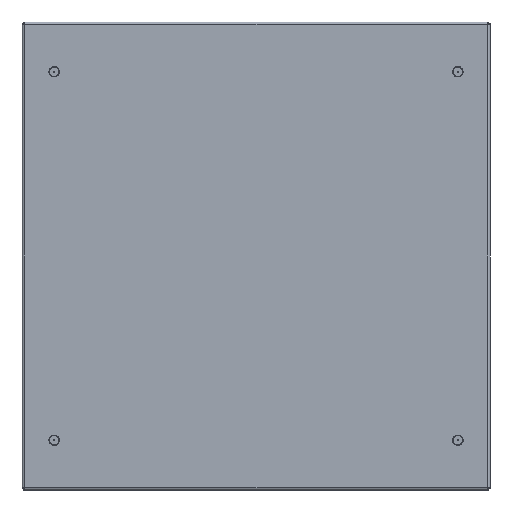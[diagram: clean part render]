
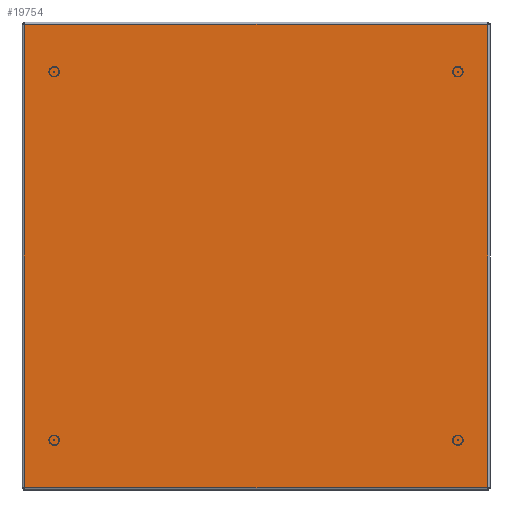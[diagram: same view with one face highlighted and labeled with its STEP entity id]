
A CAD part, front view. The second image highlights one B-rep face of the part: STEP entity #19754.
In plain terms, the highlighted planar face has unit normal (0, -1, 0).
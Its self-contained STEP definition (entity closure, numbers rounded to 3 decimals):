
#1439=LINE('',#33229,#2711);
#1450=LINE('',#33317,#2722);
#1461=LINE('',#33405,#2733);
#1472=LINE('',#33493,#2744);
#1474=LINE('',#33518,#2746);
#1477=LINE('',#33524,#2749);
#1478=LINE('',#33525,#2750);
#1479=LINE('',#33527,#2751);
#1480=LINE('',#33528,#2752);
#1481=LINE('',#33530,#2753);
#1482=LINE('',#33531,#2754);
#1483=LINE('',#33532,#2755);
#2711=VECTOR('',#25441,395.631);
#2722=VECTOR('',#25478,395.631);
#2733=VECTOR('',#25515,395.631);
#2744=VECTOR('',#25552,395.631);
#2746=VECTOR('',#25558,0.184);
#2749=VECTOR('',#25563,0.184);
#2750=VECTOR('',#25564,0.184);
#2751=VECTOR('',#25565,0.184);
#2752=VECTOR('',#25566,0.184);
#2753=VECTOR('',#25567,0.184);
#2754=VECTOR('',#25568,0.184);
#2755=VECTOR('',#25569,0.184);
#4835=FACE_OUTER_BOUND('',#6308,.T.);
#6308=EDGE_LOOP('',(#15285,#15286,#15287,#15288,#15289,#15290,#15291,#15292,
#15293,#15294,#15295,#15296));
#8679=VERTEX_POINT('',#33179);
#8684=VERTEX_POINT('',#33205);
#8691=VERTEX_POINT('',#33267);
#8696=VERTEX_POINT('',#33293);
#8703=VERTEX_POINT('',#33355);
#8708=VERTEX_POINT('',#33381);
#8715=VERTEX_POINT('',#33443);
#8720=VERTEX_POINT('',#33469);
#8721=VERTEX_POINT('',#33517);
#8723=VERTEX_POINT('',#33523);
#8724=VERTEX_POINT('',#33526);
#8725=VERTEX_POINT('',#33529);
#10941=EDGE_CURVE('',#8679,#8684,#1439,.T.);
#10962=EDGE_CURVE('',#8691,#8696,#1450,.T.);
#10983=EDGE_CURVE('',#8703,#8708,#1461,.T.);
#11004=EDGE_CURVE('',#8715,#8720,#1472,.T.);
#11007=EDGE_CURVE('',#8721,#8679,#1474,.T.);
#11010=EDGE_CURVE('',#8684,#8723,#1477,.T.);
#11011=EDGE_CURVE('',#8723,#8691,#1478,.T.);
#11012=EDGE_CURVE('',#8696,#8724,#1479,.T.);
#11013=EDGE_CURVE('',#8724,#8715,#1480,.T.);
#11014=EDGE_CURVE('',#8720,#8725,#1481,.T.);
#11015=EDGE_CURVE('',#8725,#8703,#1482,.T.);
#11016=EDGE_CURVE('',#8708,#8721,#1483,.T.);
#15285=ORIENTED_EDGE('',*,*,#10941,.T.);
#15286=ORIENTED_EDGE('',*,*,#11010,.T.);
#15287=ORIENTED_EDGE('',*,*,#11011,.T.);
#15288=ORIENTED_EDGE('',*,*,#10962,.T.);
#15289=ORIENTED_EDGE('',*,*,#11012,.T.);
#15290=ORIENTED_EDGE('',*,*,#11013,.T.);
#15291=ORIENTED_EDGE('',*,*,#11004,.T.);
#15292=ORIENTED_EDGE('',*,*,#11014,.T.);
#15293=ORIENTED_EDGE('',*,*,#11015,.T.);
#15294=ORIENTED_EDGE('',*,*,#10983,.T.);
#15295=ORIENTED_EDGE('',*,*,#11016,.T.);
#15296=ORIENTED_EDGE('',*,*,#11007,.T.);
#17537=PLANE('',#21483);
#19754=ADVANCED_FACE('',(#4835),#17537,.F.);
#21483=AXIS2_PLACEMENT_3D('',#33522,#25561,#25562);
#25441=DIRECTION('',(1.,0.,0.));
#25478=DIRECTION('',(0.,0.,1.));
#25515=DIRECTION('',(0.,0.,-1.));
#25552=DIRECTION('',(-1.,0.,0.));
#25558=DIRECTION('',(0.,0.,-1.));
#25561=DIRECTION('center_axis',(0.,1.,0.));
#25562=DIRECTION('ref_axis',(0.,0.,1.));
#25563=DIRECTION('',(0.,0.,1.));
#25564=DIRECTION('',(1.,0.,0.));
#25565=DIRECTION('',(-1.,0.,0.));
#25566=DIRECTION('',(0.,0.,1.));
#25567=DIRECTION('',(0.,0.,-1.));
#25568=DIRECTION('',(-1.,0.,0.));
#25569=DIRECTION('',(1.,0.,0.));
#33179=CARTESIAN_POINT('',(-197.816,0.,-198.));
#33205=CARTESIAN_POINT('',(197.816,0.,-198.));
#33229=CARTESIAN_POINT('',(-99.,0.,-198.));
#33267=CARTESIAN_POINT('',(198.,0.,-197.816));
#33293=CARTESIAN_POINT('',(198.,0.,197.816));
#33317=CARTESIAN_POINT('',(198.,0.,-99.));
#33355=CARTESIAN_POINT('',(-198.,0.,197.816));
#33381=CARTESIAN_POINT('',(-198.,0.,-197.816));
#33405=CARTESIAN_POINT('',(-198.,0.,99.));
#33443=CARTESIAN_POINT('',(197.816,0.,198.));
#33469=CARTESIAN_POINT('',(-197.816,0.,198.));
#33493=CARTESIAN_POINT('',(99.,0.,198.));
#33517=CARTESIAN_POINT('',(-197.816,0.,-197.816));
#33518=CARTESIAN_POINT('',(-197.816,0.,-98.908));
#33522=CARTESIAN_POINT('Origin',(0.,0.,0.));
#33523=CARTESIAN_POINT('',(197.816,0.,-197.816));
#33524=CARTESIAN_POINT('',(197.816,0.,-99.908));
#33525=CARTESIAN_POINT('',(98.908,0.,-197.816));
#33526=CARTESIAN_POINT('',(197.816,0.,197.816));
#33527=CARTESIAN_POINT('',(99.908,0.,197.816));
#33528=CARTESIAN_POINT('',(197.816,0.,98.908));
#33529=CARTESIAN_POINT('',(-197.816,0.,197.816));
#33530=CARTESIAN_POINT('',(-197.816,0.,99.908));
#33531=CARTESIAN_POINT('',(-98.908,0.,197.816));
#33532=CARTESIAN_POINT('',(-99.908,0.,-197.816));
